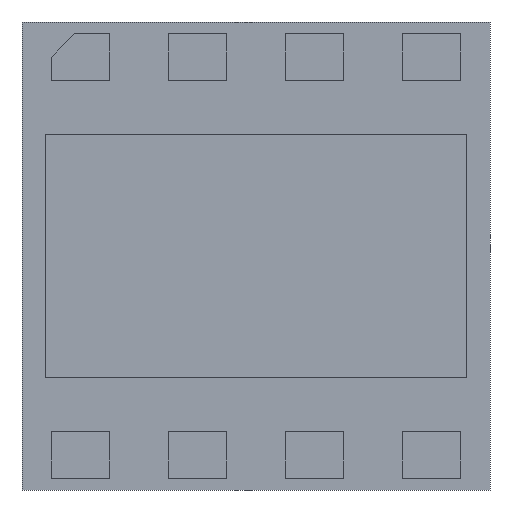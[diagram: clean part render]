
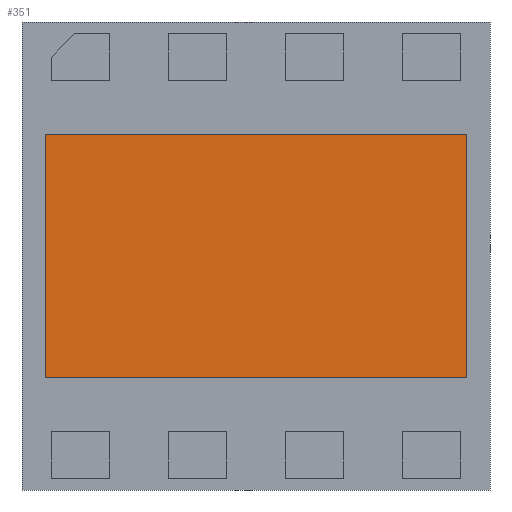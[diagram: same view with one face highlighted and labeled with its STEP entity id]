
A CAD part, front view. The second image highlights one B-rep face of the part: STEP entity #351.
In plain terms, the highlighted planar face has unit normal (0, -1, 0).
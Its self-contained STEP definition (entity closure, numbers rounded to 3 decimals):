
#30 = EDGE_LOOP ( 'NONE', ( #891, #465, #923, #708 ) ) ;
#87 = VECTOR ( 'NONE', #1437, 1000. ) ;
#98 = CARTESIAN_POINT ( 'NONE',  ( -0.9, -0.002, -0.52 ) ) ;
#217 = LINE ( 'NONE', #98, #87 ) ;
#301 = LINE ( 'NONE', #404, #1000 ) ;
#309 = DIRECTION ( 'NONE',  ( 0., 0., 1. ) ) ;
#345 = DIRECTION ( 'NONE',  ( 0., 0., 1. ) ) ;
#351 = ADVANCED_FACE ( 'NONE', ( #1059 ), #433, .F. ) ;
#399 = CARTESIAN_POINT ( 'NONE',  ( -0.9, -0.002, 0.52 ) ) ;
#404 = CARTESIAN_POINT ( 'NONE',  ( -0.9, -0.002, -0.52 ) ) ;
#433 = PLANE ( 'NONE',  #518 ) ;
#462 = CARTESIAN_POINT ( 'NONE',  ( 0., -0.002, 0. ) ) ;
#465 = ORIENTED_EDGE ( 'NONE', *, *, #693, .T. ) ;
#500 = VERTEX_POINT ( 'NONE', #572 ) ;
#502 = VECTOR ( 'NONE', #345, 1000. ) ;
#518 = AXIS2_PLACEMENT_3D ( 'NONE', #462, #916, #309 ) ;
#520 = EDGE_CURVE ( 'NONE', #909, #526, #217, .T. ) ;
#526 = VERTEX_POINT ( 'NONE', #1566 ) ;
#551 = CARTESIAN_POINT ( 'NONE',  ( -0.9, -0.002, -0.52 ) ) ;
#572 = CARTESIAN_POINT ( 'NONE',  ( 0.9, -0.002, 0.52 ) ) ;
#652 = DIRECTION ( 'NONE',  ( 0., 0., -1. ) ) ;
#693 = EDGE_CURVE ( 'NONE', #500, #1527, #735, .T. ) ;
#708 = ORIENTED_EDGE ( 'NONE', *, *, #520, .T. ) ;
#735 = LINE ( 'NONE', #399, #737 ) ;
#737 = VECTOR ( 'NONE', #1115, 1000. ) ;
#891 = ORIENTED_EDGE ( 'NONE', *, *, #1362, .T. ) ;
#903 = CARTESIAN_POINT ( 'NONE',  ( -0.9, -0.002, 0.52 ) ) ;
#909 = VERTEX_POINT ( 'NONE', #551 ) ;
#916 = DIRECTION ( 'NONE',  ( 0., 1., 0. ) ) ;
#923 = ORIENTED_EDGE ( 'NONE', *, *, #1186, .T. ) ;
#1000 = VECTOR ( 'NONE', #652, 1000. ) ;
#1059 = FACE_OUTER_BOUND ( 'NONE', #30, .T. ) ;
#1089 = CARTESIAN_POINT ( 'NONE',  ( 0.9, -0.002, -0.52 ) ) ;
#1115 = DIRECTION ( 'NONE',  ( -1., 0., 0. ) ) ;
#1186 = EDGE_CURVE ( 'NONE', #1527, #909, #301, .T. ) ;
#1201 = LINE ( 'NONE', #1089, #502 ) ;
#1362 = EDGE_CURVE ( 'NONE', #526, #500, #1201, .T. ) ;
#1437 = DIRECTION ( 'NONE',  ( 1., 0., 0. ) ) ;
#1527 = VERTEX_POINT ( 'NONE', #903 ) ;
#1566 = CARTESIAN_POINT ( 'NONE',  ( 0.9, -0.002, -0.52 ) ) ;
